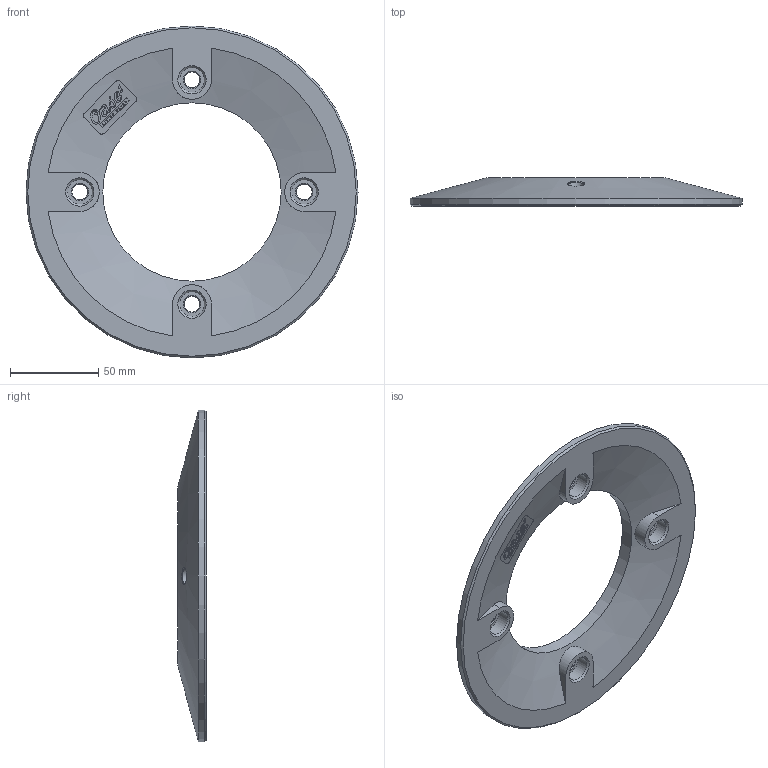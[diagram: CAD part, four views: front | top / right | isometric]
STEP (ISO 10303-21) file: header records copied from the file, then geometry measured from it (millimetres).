
FILE_DESCRIPTION(/* description */ (''),/* implementation_level */ '2;1');
FILE_NAME(/* name */ '02407_foliendichtflansch_ua100.stp',/* time_stamp */ '2017-08-22T08:34:05+02:00',/* author */ ('guzb562'),/* organization */ (''),/* preprocessor_version */ 'ST-DEVELOPER v16.1',/* originating_system */ 'Autodesk Inventor 2016',/* authorisation */ '');
FILE_SCHEMA (('AUTOMOTIVE_DESIGN { 1 0 10303 214 3 1 1 }'));
Length unit declared in the file: millimetre
Products named in the file (1): 02407_foliendichtflansch_ua100
Bounding box: 188 x 16 x 188 mm (x, y, z)
Volume: 139785 mm3; surface area: 47716.3 mm2
Topology: 1 solids, 1 shells, 251 faces, 663 edges, 438 vertices
Faces by surface type: plane 114, bspline 86, cone 33, cylinder 18
Full cylindrical faces by diameter (mm): 9 x4, 14 x4, 101 x1, 188 x1
Entity records: 11826 total; most frequent: CARTESIAN_POINT 6858, ORIENTED_EDGE 1268, EDGE_CURVE 634, DIRECTION 621, VERTEX_POINT 431, EDGE_LOOP 307, FACE_OUTER_BOUND 251, ADVANCED_FACE 251
